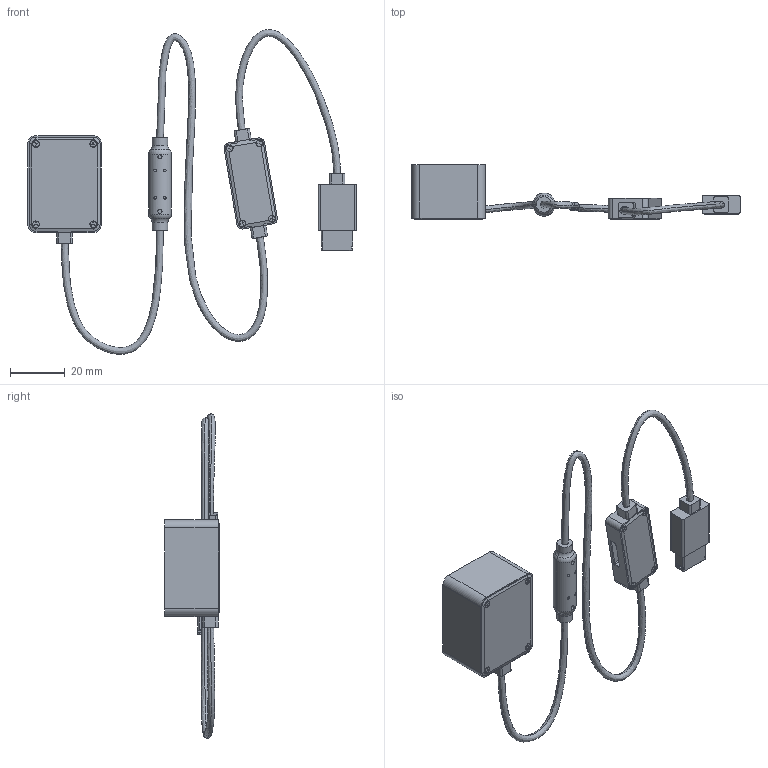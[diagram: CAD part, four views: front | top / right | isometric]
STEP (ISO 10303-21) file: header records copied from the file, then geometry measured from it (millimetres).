
FILE_DESCRIPTION (( 'STEP AP214' ), '1' );
FILE_NAME ('DJI - A3 - IMU PRO.STEP', '2019-02-23T21:04:12', ( '' ), ( '' ), 'SwSTEP 2.0', 'SolidWorks 2018', '' );
FILE_SCHEMA (( 'AUTOMOTIVE_DESIGN' ));
Length unit declared in the file: millimetre
Products named in the file (8): DJI - A3 - IMU PRO; Cable#2^DJI - A3 - IMU PRO; CAN 8 Pin - Plug^DJI - A3 - IMU PRO; IMU Pro^DJI - A3 - IMU PRO; CAN Connector^DJI - A3 - IMU PRO; Noise Filter^DJI - A3 - IMU PRO; Ceble#3^DJI - A3 - IMU PRO; Cable#1^DJI - A3 - IMU PRO
Assembly tree (7 placements, depth 2):
  DJI - A3 - IMU PRO
    IMU Pro^DJI - A3 - IMU PRO
    CAN Connector^DJI - A3 - IMU PRO
    Noise Filter^DJI - A3 - IMU PRO
    CAN 8 Pin - Plug^DJI - A3 - IMU PRO
    Cable#1^DJI - A3 - IMU PRO
    Cable#2^DJI - A3 - IMU PRO
    Ceble#3^DJI - A3 - IMU PRO
Bounding box: 120.5 x 20.1 x 119.14 mm (x, y, z)
Volume: 9466 mm3; surface area: 18049.5 mm2
Topology: 25 solids, 25 shells, 643 faces, 1768 edges, 1190 vertices
Faces by surface type: plane 472, cylinder 93, cone 40, torus 24, bspline 14
Entity records: 23716 total; most frequent: CARTESIAN_POINT 6787, ORIENTED_EDGE 3472, DIRECTION 3078, EDGE_CURVE 1736, VERTEX_POINT 1190, LINE 1114, VECTOR 1114, AXIS2_PLACEMENT_3D 982
